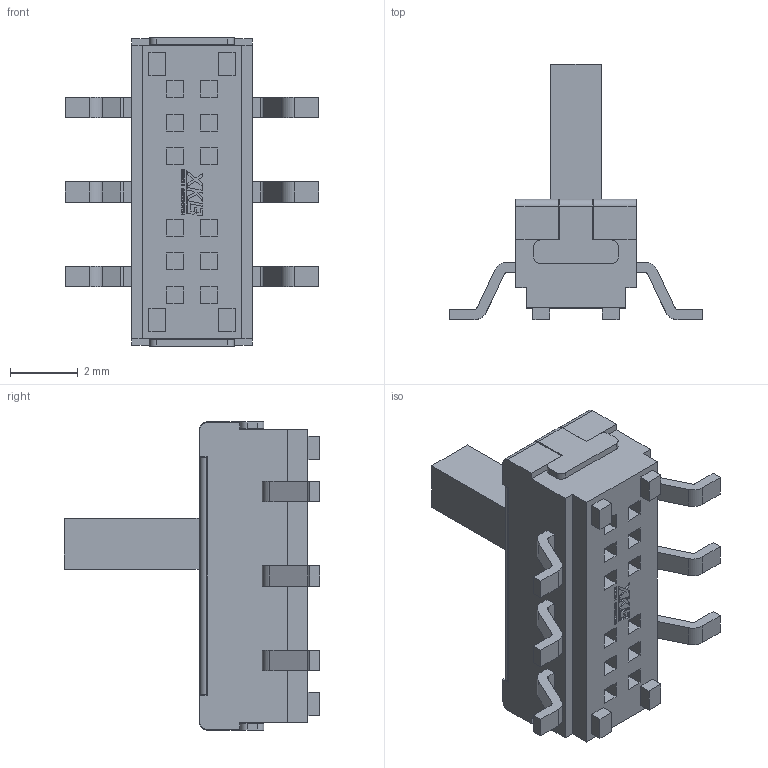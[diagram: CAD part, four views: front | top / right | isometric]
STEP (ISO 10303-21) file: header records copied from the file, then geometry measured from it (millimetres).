
FILE_DESCRIPTION((''),'2;1');
FILE_NAME('SS-3235S-L3','2019-12-20T',('Administrator'),(''),'PRO/ENGINEER BY PARAMETRIC TECHNOLOGY CORPORATION, 2010280','PRO/ENGINEER BY PARAMETRIC TECHNOLOGY CORPORATION, 2010280','');
FILE_SCHEMA(('CONFIG_CONTROL_DESIGN'));
Length unit declared in the file: millimetre
Products named in the file (1): SS-3235S-L3
Bounding box: 7.5 x 7.55 x 9.1 mm (x, y, z)
Volume: 106.1 mm3; surface area: 279.4 mm2
Topology: 2 solids, 2 shells, 685 faces, 1906 edges, 1268 vertices
Faces by surface type: plane 641, cylinder 44
Entity records: 21584 total; most frequent: CARTESIAN_POINT 3859, ORIENTED_EDGE 3812, DIRECTION 3364, EDGE_CURVE 1906, VECTOR 1818, LINE 1818, VERTEX_POINT 1268, AXIS2_PLACEMENT_3D 773
